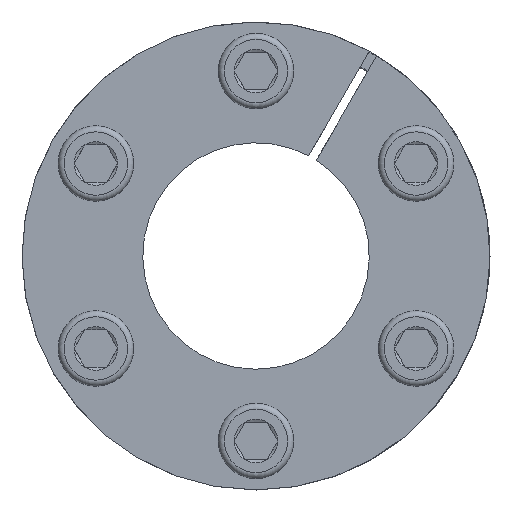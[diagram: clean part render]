
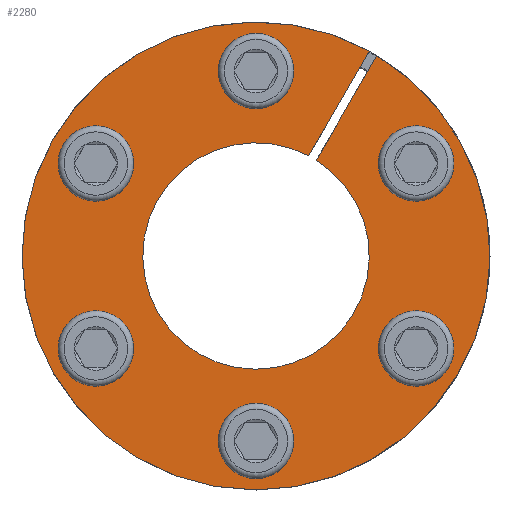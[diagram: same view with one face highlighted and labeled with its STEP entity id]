
A CAD part, front view. The second image highlights one B-rep face of the part: STEP entity #2280.
In plain terms, the highlighted planar face has unit normal (0, -1, 0).
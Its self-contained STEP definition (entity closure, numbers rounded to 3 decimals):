
#272=PLANE('',#2480);
#441=CIRCLE('',#2442,15.);
#451=CIRCLE('',#2460,3.);
#455=CIRCLE('',#2466,3.);
#456=CIRCLE('',#2468,31.);
#464=CIRCLE('',#2481,3.);
#465=CIRCLE('',#2482,3.);
#466=CIRCLE('',#2483,3.);
#467=CIRCLE('',#2484,3.);
#574=VERTEX_POINT('',#3410);
#576=VERTEX_POINT('',#3414);
#585=VERTEX_POINT('',#3442);
#599=VERTEX_POINT('',#3500);
#601=VERTEX_POINT('',#3506);
#603=VERTEX_POINT('',#3514);
#609=VERTEX_POINT('',#3535);
#610=VERTEX_POINT('',#3537);
#611=VERTEX_POINT('',#3539);
#612=VERTEX_POINT('',#3541);
#757=VECTOR('',#2786,1.);
#770=VECTOR('',#2814,1.);
#847=LINE('',#3441,#757);
#860=LINE('',#3501,#770);
#936=EDGE_CURVE('',#576,#574,#441,.T.);
#945=EDGE_CURVE('',#585,#574,#847,.T.);
#968=EDGE_CURVE('',#576,#599,#860,.T.);
#970=EDGE_CURVE('',#601,#601,#451,.T.);
#974=EDGE_CURVE('',#603,#603,#455,.T.);
#975=EDGE_CURVE('',#599,#585,#456,.T.);
#983=EDGE_CURVE('',#609,#609,#464,.T.);
#984=EDGE_CURVE('',#610,#610,#465,.T.);
#985=EDGE_CURVE('',#611,#611,#466,.T.);
#986=EDGE_CURVE('',#612,#612,#467,.T.);
#1282=ORIENTED_EDGE('',*,*,#970,.T.);
#1283=ORIENTED_EDGE('',*,*,#983,.T.);
#1284=ORIENTED_EDGE('',*,*,#984,.T.);
#1285=ORIENTED_EDGE('',*,*,#985,.T.);
#1286=ORIENTED_EDGE('',*,*,#986,.T.);
#1287=ORIENTED_EDGE('',*,*,#974,.T.);
#1288=ORIENTED_EDGE('',*,*,#968,.T.);
#1289=ORIENTED_EDGE('',*,*,#975,.T.);
#1290=ORIENTED_EDGE('',*,*,#945,.T.);
#1291=ORIENTED_EDGE('',*,*,#936,.F.);
#1760=EDGE_LOOP('',(#1282));
#1761=EDGE_LOOP('',(#1283));
#1762=EDGE_LOOP('',(#1284));
#1763=EDGE_LOOP('',(#1285));
#1764=EDGE_LOOP('',(#1286));
#1765=EDGE_LOOP('',(#1287));
#1766=EDGE_LOOP('',(#1288,#1289,#1290,#1291));
#2025=FACE_BOUND('',#1760,.T.);
#2026=FACE_BOUND('',#1761,.T.);
#2027=FACE_BOUND('',#1762,.T.);
#2028=FACE_BOUND('',#1763,.T.);
#2029=FACE_BOUND('',#1764,.T.);
#2030=FACE_BOUND('',#1765,.T.);
#2031=FACE_BOUND('',#1766,.T.);
#2280=ADVANCED_FACE('',(#2025,#2026,#2027,#2028,#2029,#2030,#2031),#272,
 .F.);
#2442=AXIS2_PLACEMENT_3D('',#3415,#2769,#2770);
#2460=AXIS2_PLACEMENT_3D('',#3505,#2819,#2820);
#2466=AXIS2_PLACEMENT_3D('',#3513,#2831,#2832);
#2468=AXIS2_PLACEMENT_3D('',#3516,#2835,#2836);
#2480=AXIS2_PLACEMENT_3D('',#3533,#2856,$);
#2481=AXIS2_PLACEMENT_3D('',#3534,#2857,#2858);
#2482=AXIS2_PLACEMENT_3D('',#3536,#2859,#2860);
#2483=AXIS2_PLACEMENT_3D('',#3538,#2861,#2862);
#2484=AXIS2_PLACEMENT_3D('',#3540,#2863,#2864);
#2769=DIRECTION('',(0.,-1.,0.));
#2770=DIRECTION('',(0.,0.,-15.));
#2786=DIRECTION('',(-0.5,0.,-0.866));
#2814=DIRECTION('',(0.5,0.,0.866));
#2819=DIRECTION('',(0.,1.,0.));
#2820=DIRECTION('',(3.,0.,0.));
#2831=DIRECTION('',(0.,1.,0.));
#2832=DIRECTION('',(1.5,0.,2.598));
#2835=DIRECTION('',(0.,-1.,0.));
#2836=DIRECTION('',(0.,0.,-31.));
#2856=DIRECTION('',(0.,1.,0.));
#2857=DIRECTION('',(0.,1.,0.));
#2858=DIRECTION('',(1.5,0.,-2.598));
#2859=DIRECTION('',(0.,1.,0.));
#2860=DIRECTION('',(-1.5,0.,-2.598));
#2861=DIRECTION('',(0.,1.,0.));
#2862=DIRECTION('',(-3.,0.,0.));
#2863=DIRECTION('',(0.,1.,0.));
#2864=DIRECTION('',(-1.5,0.,2.598));
#3410=CARTESIAN_POINT('',(8.002,0.,12.688));
#3414=CARTESIAN_POINT('',(6.987,0.,13.273));
#3415=CARTESIAN_POINT('',(0.,0.,0.));
#3441=CARTESIAN_POINT('',(16.007,0.,26.554));
#3442=CARTESIAN_POINT('',(16.004,0.,26.549));
#3500=CARTESIAN_POINT('',(14.99,0.,27.135));
#3501=CARTESIAN_POINT('',(6.987,0.,13.273));
#3505=CARTESIAN_POINT('',(0.,0.,24.5));
#3506=CARTESIAN_POINT('',(3.,0.,24.5));
#3513=CARTESIAN_POINT('',(-21.218,0.,12.25));
#3514=CARTESIAN_POINT('',(-19.718,0.,14.848));
#3516=CARTESIAN_POINT('',(0.,0.,0.));
#3533=CARTESIAN_POINT('',(0.,0.,
31.));
#3534=CARTESIAN_POINT('',(21.218,0.,12.25));
#3535=CARTESIAN_POINT('',(22.718,0.,9.652));
#3536=CARTESIAN_POINT('',(21.218,0.,-12.25));
#3537=CARTESIAN_POINT('',(19.718,0.,-14.848));
#3538=CARTESIAN_POINT('',(0.,0.,-24.5));
#3539=CARTESIAN_POINT('',(-3.,0.,-24.5));
#3540=CARTESIAN_POINT('',(-21.218,0.,-12.25));
#3541=CARTESIAN_POINT('',(-22.718,0.,-9.652));
